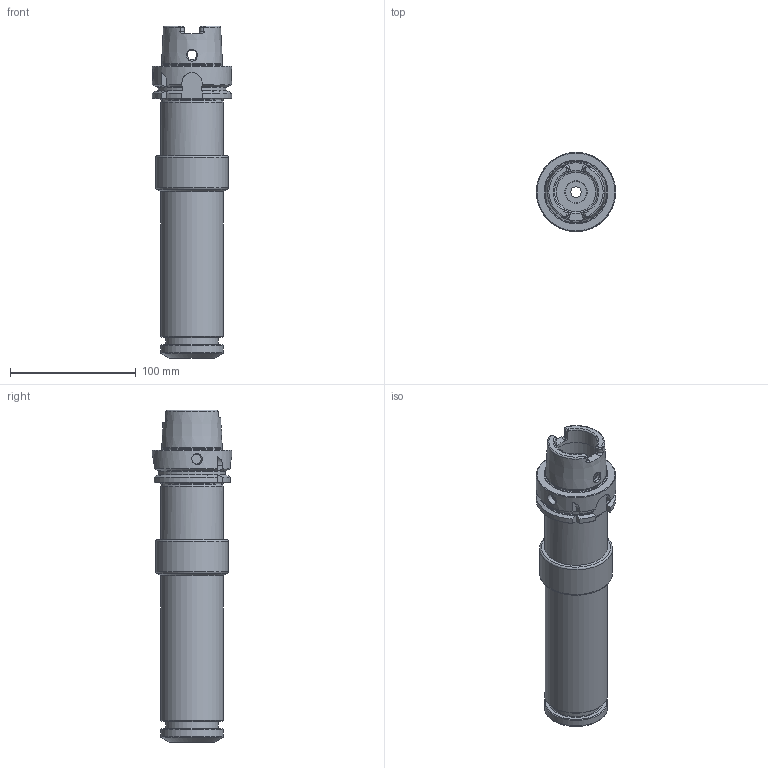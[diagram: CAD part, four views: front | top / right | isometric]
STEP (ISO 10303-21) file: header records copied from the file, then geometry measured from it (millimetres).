
FILE_DESCRIPTION(/* description */ (''),/* implementation_level */ '2;1');
FILE_NAME(/* name */ '886578070.stp',/* time_stamp */ '2023-03-15T12:21:33',/* author */ ('Ratnasingam Jekanthan'),/* organization */ ('REGO-FIX'),/* preprocessor_version */ ' Unknown',/* originating_system */ 'SIEMENS PLM Software Solid Edge ST10',/* authorization */ 'Unknown');
FILE_SCHEMA (('AUTOMOTIVE_DESIGN { 1 0 10303 214 2 1 1}'));
Length unit declared in the file: millimetre
Products named in the file (1): NOCUT
Bounding box: 63 x 63 x 264 mm (x, y, z)
Volume: 413427.6 mm3; surface area: 81945 mm2
Topology: 1 solids, 4 shells, 194 faces, 469 edges, 293 vertices
Faces by surface type: plane 58, cylinder 51, cone 45, torus 40
Full cylindrical faces by diameter (mm): 7.5 x2, 8.4 x1, 8.5 x1, 10 x1, 12 x1, 14 x1, 16.917 x1, 20 x1, 30.5 x1, 31.6 x1, 33 x2, 34 x2, 40 x1, 42 x2, 48.129 x1, 49.3 x1, 50 x6, 52.6 x1, 53 x1, 53.376 x1, 55 x1, 58 x1, 63 x1
Entity records: 6632 total; most frequent: CARTESIAN_POINT 1275, DIRECTION 832, ORIENTED_EDGE 698, AXIS2_PLACEMENT_3D 371, EDGE_CURVE 349, EDGE_LOOP 309, FACE_BOUND 309, VERTEX_POINT 266
